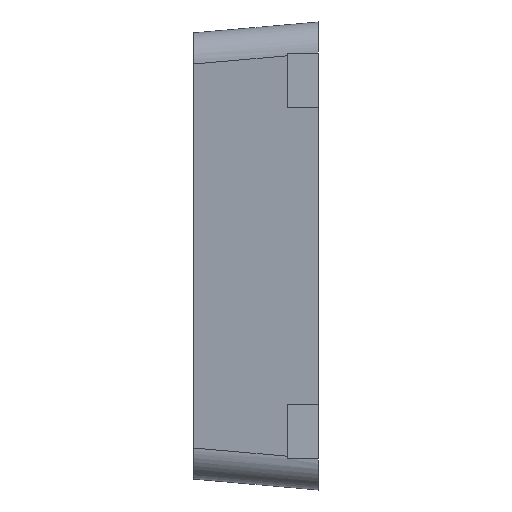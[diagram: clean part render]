
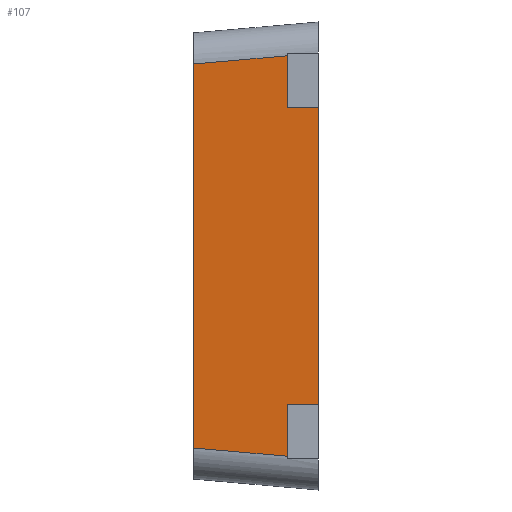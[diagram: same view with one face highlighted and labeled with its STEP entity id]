
A CAD part, left-side view. The second image highlights one B-rep face of the part: STEP entity #107.
In plain terms, the highlighted planar face has unit normal (-0.996, 0.087, 0).
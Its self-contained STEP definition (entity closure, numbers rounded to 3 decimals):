
#9 = DIRECTION ( 'NONE',  ( -0.087, -0.996, 0. ) ) ;
#107 = ADVANCED_FACE ( 'NONE', ( #3277 ), #6853, .T. ) ;
#312 = VECTOR ( 'NONE', #9042, 1000. ) ;
#447 = VECTOR ( 'NONE', #4667, 1000. ) ;
#629 = AXIS2_PLACEMENT_3D ( 'NONE', #2622, #6192, #4459 ) ;
#691 = CARTESIAN_POINT ( 'NONE',  ( -1.5, 0., -0.95 ) ) ;
#714 = VERTEX_POINT ( 'NONE', #9177 ) ;
#870 = ORIENTED_EDGE ( 'NONE', *, *, #8307, .T. ) ;
#1095 = VERTEX_POINT ( 'NONE', #6226 ) ;
#1109 = CARTESIAN_POINT ( 'NONE',  ( -1.483, 0.2, 0.95 ) ) ;
#1179 = CARTESIAN_POINT ( 'NONE',  ( -1.5, 0., 0.95 ) ) ;
#1456 = CARTESIAN_POINT ( 'NONE',  ( -1.43, 0.8, 0. ) ) ;
#1468 = CARTESIAN_POINT ( 'NONE',  ( -1.43, 0.8, -1.231 ) ) ;
#1643 = VERTEX_POINT ( 'NONE', #2154 ) ;
#1991 = VECTOR ( 'NONE', #5137, 1000. ) ;
#2010 = CARTESIAN_POINT ( 'NONE',  ( -1.502, -0.017, 1.302 ) ) ;
#2154 = CARTESIAN_POINT ( 'NONE',  ( -1.483, 0.2, -1.283 ) ) ;
#2157 = CARTESIAN_POINT ( 'NONE',  ( -1.479, 0.241, -1.28 ) ) ;
#2543 = EDGE_CURVE ( 'NONE', #2973, #1643, #5779, .T. ) ;
#2622 = CARTESIAN_POINT ( 'NONE',  ( -1.5, 0., 1.5 ) ) ;
#2766 = LINE ( 'NONE', #1179, #9255 ) ;
#2973 = VERTEX_POINT ( 'NONE', #1468 ) ;
#3277 = FACE_OUTER_BOUND ( 'NONE', #9184, .T. ) ;
#3452 = VECTOR ( 'NONE', #5252, 1000. ) ;
#3532 = ORIENTED_EDGE ( 'NONE', *, *, #5130, .T. ) ;
#3855 = VECTOR ( 'NONE', #10969, 1000. ) ;
#3969 = CARTESIAN_POINT ( 'NONE',  ( -1.483, 0.2, 1.283 ) ) ;
#4247 = ORIENTED_EDGE ( 'NONE', *, *, #8242, .T. ) ;
#4270 = CARTESIAN_POINT ( 'NONE',  ( -1.483, 0.2, 1.5 ) ) ;
#4349 = VERTEX_POINT ( 'NONE', #1109 ) ;
#4400 = EDGE_CURVE ( 'NONE', #2973, #714, #10494, .T. ) ;
#4459 = DIRECTION ( 'NONE',  ( -0.087, -0.996, 0. ) ) ;
#4667 = DIRECTION ( 'NONE',  ( 0., 0., 1. ) ) ;
#5130 = EDGE_CURVE ( 'NONE', #7429, #10585, #5193, .T. ) ;
#5137 = DIRECTION ( 'NONE',  ( 0., 0., 1. ) ) ;
#5193 = LINE ( 'NONE', #7883, #447 ) ;
#5252 = DIRECTION ( 'NONE',  ( 0.087, 0.996, 0. ) ) ;
#5779 = LINE ( 'NONE', #2157, #3855 ) ;
#6192 = DIRECTION ( 'NONE',  ( -0.996, 0.087, 0. ) ) ;
#6226 = CARTESIAN_POINT ( 'NONE',  ( -1.483, 0.2, -0.95 ) ) ;
#6467 = LINE ( 'NONE', #2010, #312 ) ;
#6553 = ORIENTED_EDGE ( 'NONE', *, *, #8943, .F. ) ;
#6775 = LINE ( 'NONE', #11362, #6801 ) ;
#6801 = VECTOR ( 'NONE', #7661, 1000. ) ;
#6853 = PLANE ( 'NONE',  #629 ) ;
#7101 = VERTEX_POINT ( 'NONE', #3969 ) ;
#7236 = ORIENTED_EDGE ( 'NONE', *, *, #2543, .T. ) ;
#7429 = VERTEX_POINT ( 'NONE', #691 ) ;
#7557 = ORIENTED_EDGE ( 'NONE', *, *, #9995, .F. ) ;
#7661 = DIRECTION ( 'NONE',  ( 0., 0., -1. ) ) ;
#7841 = CARTESIAN_POINT ( 'NONE',  ( -1.5, 0., -0.95 ) ) ;
#7883 = CARTESIAN_POINT ( 'NONE',  ( -1.5, 0., 1.5 ) ) ;
#8104 = ORIENTED_EDGE ( 'NONE', *, *, #4400, .F. ) ;
#8242 = EDGE_CURVE ( 'NONE', #4349, #7101, #9690, .T. ) ;
#8307 = EDGE_CURVE ( 'NONE', #7101, #714, #6467, .T. ) ;
#8386 = ORIENTED_EDGE ( 'NONE', *, *, #11531, .F. ) ;
#8707 = CARTESIAN_POINT ( 'NONE',  ( -1.5, 0., 0.95 ) ) ;
#8943 = EDGE_CURVE ( 'NONE', #1095, #1643, #6775, .T. ) ;
#9042 = DIRECTION ( 'NONE',  ( 0.087, 0.992, -0.087 ) ) ;
#9177 = CARTESIAN_POINT ( 'NONE',  ( -1.43, 0.8, 1.231 ) ) ;
#9184 = EDGE_LOOP ( 'NONE', ( #8386, #3532, #7557, #4247, #870, #8104, #7236, #6553 ) ) ;
#9255 = VECTOR ( 'NONE', #9, 1000. ) ;
#9519 = VECTOR ( 'NONE', #11210, 1000. ) ;
#9690 = LINE ( 'NONE', #4270, #1991 ) ;
#9995 = EDGE_CURVE ( 'NONE', #4349, #10585, #2766, .T. ) ;
#10494 = LINE ( 'NONE', #1456, #9519 ) ;
#10585 = VERTEX_POINT ( 'NONE', #8707 ) ;
#10969 = DIRECTION ( 'NONE',  ( -0.087, -0.992, -0.087 ) ) ;
#11210 = DIRECTION ( 'NONE',  ( 0., 0., 1. ) ) ;
#11362 = CARTESIAN_POINT ( 'NONE',  ( -1.483, 0.2, 1.5 ) ) ;
#11531 = EDGE_CURVE ( 'NONE', #7429, #1095, #11536, .T. ) ;
#11536 = LINE ( 'NONE', #7841, #3452 ) ;
